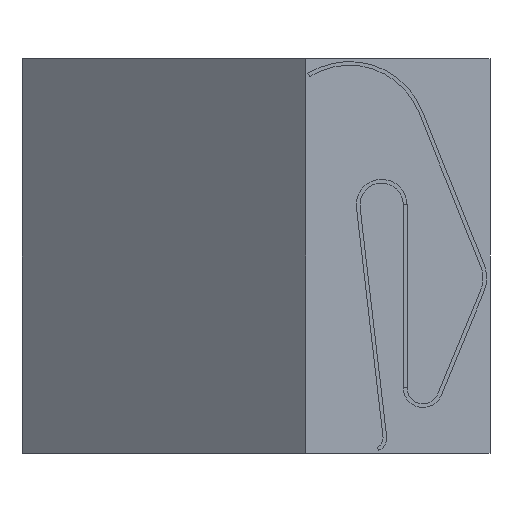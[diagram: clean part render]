
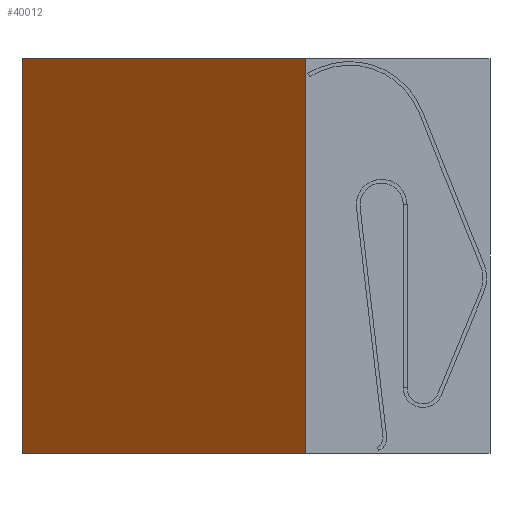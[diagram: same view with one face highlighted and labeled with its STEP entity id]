
A CAD part, left-side view. The second image highlights one B-rep face of the part: STEP entity #40012.
In plain terms, the highlighted face is planar.
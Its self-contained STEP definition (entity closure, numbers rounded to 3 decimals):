
#2915=ORIENTED_EDGE('',*,*,#15251,.T.);
#2916=ORIENTED_EDGE('',*,*,#15252,.F.);
#2917=ORIENTED_EDGE('',*,*,#15253,.F.);
#2918=ORIENTED_EDGE('',*,*,#15248,.T.);
#15248=EDGE_CURVE('',#21417,#21416,#25272,.T.);
#15251=EDGE_CURVE('',#21416,#21419,#25275,.T.);
#15252=EDGE_CURVE('',#21420,#21419,#25276,.T.);
#15253=EDGE_CURVE('',#21417,#21420,#25277,.T.);
#21416=VERTEX_POINT('',#59323);
#21417=VERTEX_POINT('',#59325);
#21419=VERTEX_POINT('',#59331);
#21420=VERTEX_POINT('',#59333);
#25272=LINE('',#59324,#29520);
#25275=LINE('',#59330,#29523);
#25276=LINE('',#59332,#29524);
#25277=LINE('',#59334,#29525);
#29520=VECTOR('',#46598,1000.);
#29523=VECTOR('',#46603,1000.);
#29524=VECTOR('',#46604,1000.);
#29525=VECTOR('',#46605,1000.);
#33768=EDGE_LOOP('',(#2915,#2916,#2917,#2918));
#36212=FACE_BOUND('',#33768,.T.);
#38656=PLANE('',#42356);
#40012=ADVANCED_FACE('',(#36212),#38656,.F.);
#42356=AXIS2_PLACEMENT_3D('',#59329,#46601,#46602);
#46598=DIRECTION('',(0.,1.,0.));
#46601=DIRECTION('',(0.,0.,1.));
#46602=DIRECTION('',(1.,0.,0.));
#46603=DIRECTION('',(1.,0.,0.));
#46604=DIRECTION('',(0.,1.,0.));
#46605=DIRECTION('',(1.,0.,0.));
#59323=CARTESIAN_POINT('',(-7.01,203.6,-3.275));
#59324=CARTESIAN_POINT('',(-7.01,-203.6,-3.275));
#59325=CARTESIAN_POINT('',(-7.01,-203.6,-3.275));
#59329=CARTESIAN_POINT('',(-7.01,-203.6,-3.275));
#59330=CARTESIAN_POINT('',(-7.01,203.6,-3.275));
#59331=CARTESIAN_POINT('',(7.01,203.6,-3.275));
#59332=CARTESIAN_POINT('',(7.01,-203.6,-3.275));
#59333=CARTESIAN_POINT('',(7.01,-203.6,-3.275));
#59334=CARTESIAN_POINT('',(-7.01,-203.6,-3.275));
